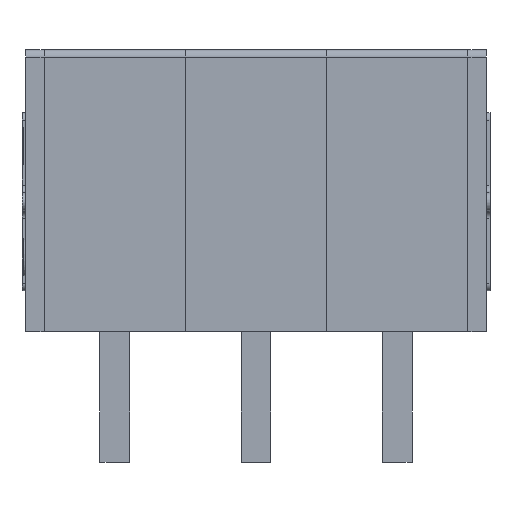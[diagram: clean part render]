
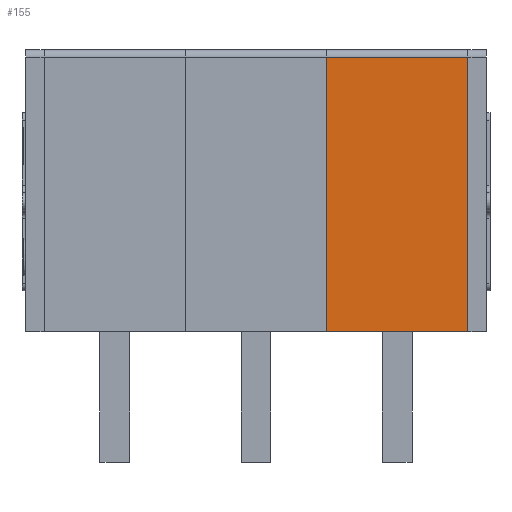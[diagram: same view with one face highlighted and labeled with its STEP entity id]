
A CAD part, front view. The second image highlights one B-rep face of the part: STEP entity #155.
In plain terms, the highlighted planar face has unit normal (0, -1, 0).
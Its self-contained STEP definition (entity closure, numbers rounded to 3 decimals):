
#155=ADVANCED_FACE('3578',(#720),#721,.T.);
#720=FACE_OUTER_BOUND('',#1709,.T.);
#721=PLANE('',#1710);
#1709=EDGE_LOOP('',(#3181,#3182,#3183,#3184));
#1710=AXIS2_PLACEMENT_3D('',#3185,#3186,#3187);
#3181=ORIENTED_EDGE('',*,*,#6724,.T.);
#3182=ORIENTED_EDGE('',*,*,#6863,.T.);
#3183=ORIENTED_EDGE('',*,*,#6864,.F.);
#3184=ORIENTED_EDGE('',*,*,#6738,.F.);
#3185=CARTESIAN_POINT('',(-2.4,-4.6,-3.7));
#3186=DIRECTION('',(0.0,-1.0,0.0));
#3187=DIRECTION('',(0.0,0.0,-1.0));
#6724=EDGE_CURVE('6396',#8109,#8107,#8110,.T.);
#6738=EDGE_CURVE('6388',#8109,#8132,#8133,.T.);
#6863=EDGE_CURVE('6389',#8107,#8333,#8335,.T.);
#6864=EDGE_CURVE('6398',#8132,#8333,#8336,.T.);
#8107=VERTEX_POINT('',#10367);
#8109=VERTEX_POINT('',#10370);
#8110=LINE('',#10371,#10372);
#8132=VERTEX_POINT('',#10407);
#8133=LINE('',#10408,#10409);
#8333=VERTEX_POINT('',#10722);
#8335=LINE('',#10725,#10726);
#8336=LINE('',#10727,#10728);
#10367=CARTESIAN_POINT('',(17.135,-4.6,-3.7));
#10370=CARTESIAN_POINT('',(13.325,-4.6,-3.7));
#10371=CARTESIAN_POINT('',(13.325,-4.6,-3.7));
#10372=VECTOR('',#13776,3.81);
#10407=CARTESIAN_POINT('',(13.325,-4.6,3.7));
#10408=CARTESIAN_POINT('',(13.325,-4.6,-3.7));
#10409=VECTOR('',#13790,7.4);
#10722=CARTESIAN_POINT('',(17.135,-4.6,3.7));
#10725=CARTESIAN_POINT('',(17.135,-4.6,-3.7));
#10726=VECTOR('',#13953,7.4);
#10727=CARTESIAN_POINT('',(13.325,-4.6,3.7));
#10728=VECTOR('',#13954,3.81);
#13776=DIRECTION('',(1.0,0.0,0.0));
#13790=DIRECTION('',(0.0,0.0,1.0));
#13953=DIRECTION('',(0.0,0.0,1.0));
#13954=DIRECTION('',(1.0,0.0,0.0));
